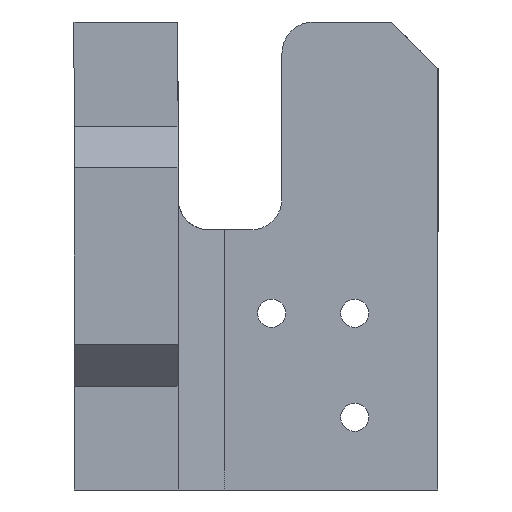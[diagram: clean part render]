
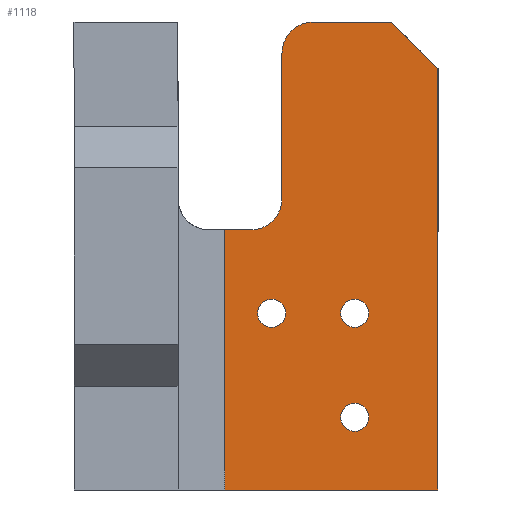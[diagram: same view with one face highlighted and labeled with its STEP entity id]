
A CAD part, front view. The second image highlights one B-rep face of the part: STEP entity #1118.
In plain terms, the highlighted planar face has unit normal (0, -1, 0).
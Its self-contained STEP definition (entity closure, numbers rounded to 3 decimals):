
#2 = ORIENTED_EDGE ( 'NONE', *, *, #390, .T. ) ;
#4 = AXIS2_PLACEMENT_3D ( 'NONE', #1400, #1071, #169 ) ;
#5 = ORIENTED_EDGE ( 'NONE', *, *, #1444, .T. ) ;
#6 = VERTEX_POINT ( 'NONE', #273 ) ;
#12 = CARTESIAN_POINT ( 'NONE',  ( 46.282, -6., 45. ) ) ;
#20 = AXIS2_PLACEMENT_3D ( 'NONE', #275, #395, #517 ) ;
#29 = AXIS2_PLACEMENT_3D ( 'NONE', #292, #1290, #965 ) ;
#43 = DIRECTION ( 'NONE',  ( 0., 0., 1. ) ) ;
#73 = CARTESIAN_POINT ( 'NONE',  ( 0., -6., 25. ) ) ;
#78 = CARTESIAN_POINT ( 'NONE',  ( 34.782, -6., 18.35 ) ) ;
#99 = EDGE_CURVE ( 'NONE', #995, #101, #240, .T. ) ;
#101 = VERTEX_POINT ( 'NONE', #1412 ) ;
#102 = AXIS2_PLACEMENT_3D ( 'NONE', #219, #450, #1346 ) ;
#107 = CIRCLE ( 'NONE', #980, 1.35 ) ;
#118 = EDGE_LOOP ( 'NONE', ( #676, #1256 ) ) ;
#141 = CARTESIAN_POINT ( 'NONE',  ( 30.282, -6., 0. ) ) ;
#142 = CARTESIAN_POINT ( 'NONE',  ( 42.782, -6., 17. ) ) ;
#143 = CIRCLE ( 'NONE', #102, 1.35 ) ;
#149 = AXIS2_PLACEMENT_3D ( 'NONE', #843, #1064, #401 ) ;
#153 = EDGE_CURVE ( 'NONE', #1420, #6, #496, .T. ) ;
#158 = CARTESIAN_POINT ( 'NONE',  ( 50.782, -6., 0. ) ) ;
#165 = VECTOR ( 'NONE', #1387, 1000. ) ;
#169 = DIRECTION ( 'NONE',  ( 0., 0., 1. ) ) ;
#177 = CARTESIAN_POINT ( 'NONE',  ( 35.782, -6., 42. ) ) ;
#181 = LINE ( 'NONE', #723, #165 ) ;
#183 = PLANE ( 'NONE',  #20 ) ;
#219 = CARTESIAN_POINT ( 'NONE',  ( 34.782, -6., 17. ) ) ;
#224 = VERTEX_POINT ( 'NONE', #1318 ) ;
#232 = ORIENTED_EDGE ( 'NONE', *, *, #153, .T. ) ;
#238 = DIRECTION ( 'NONE',  ( 0., 0., 1. ) ) ;
#240 = CIRCLE ( 'NONE', #4, 1.35 ) ;
#241 = FACE_BOUND ( 'NONE', #649, .T. ) ;
#273 = CARTESIAN_POINT ( 'NONE',  ( 42.782, -6., 5.65 ) ) ;
#275 = CARTESIAN_POINT ( 'NONE',  ( 0., -6., 0. ) ) ;
#277 = CARTESIAN_POINT ( 'NONE',  ( 42.782, -6., 7. ) ) ;
#285 = FACE_OUTER_BOUND ( 'NONE', #1343, .T. ) ;
#292 = CARTESIAN_POINT ( 'NONE',  ( 42.782, -6., 7. ) ) ;
#349 = CARTESIAN_POINT ( 'NONE',  ( 50.782, -6., 0. ) ) ;
#358 = VERTEX_POINT ( 'NONE', #568 ) ;
#359 = CARTESIAN_POINT ( 'NONE',  ( 50.782, -6., 45. ) ) ;
#364 = EDGE_CURVE ( 'NONE', #1441, #917, #442, .T. ) ;
#388 = DIRECTION ( 'NONE',  ( 0., 1., 0. ) ) ;
#390 = EDGE_CURVE ( 'NONE', #6, #1420, #107, .T. ) ;
#395 = DIRECTION ( 'NONE',  ( 0., -1., 0. ) ) ;
#396 = VERTEX_POINT ( 'NONE', #158 ) ;
#399 = ORIENTED_EDGE ( 'NONE', *, *, #1082, .T. ) ;
#401 = DIRECTION ( 'NONE',  ( 0., 0., -1. ) ) ;
#440 = CARTESIAN_POINT ( 'NONE',  ( 30.282, -6., 25. ) ) ;
#442 = CIRCLE ( 'NONE', #615, 1.35 ) ;
#450 = DIRECTION ( 'NONE',  ( 0., 1., 0. ) ) ;
#459 = LINE ( 'NONE', #141, #1104 ) ;
#460 = FACE_BOUND ( 'NONE', #795, .T. ) ;
#489 = ORIENTED_EDGE ( 'NONE', *, *, #793, .F. ) ;
#496 = CIRCLE ( 'NONE', #29, 1.35 ) ;
#503 = ORIENTED_EDGE ( 'NONE', *, *, #630, .F. ) ;
#517 = DIRECTION ( 'NONE',  ( 0., 0., -1. ) ) ;
#527 = DIRECTION ( 'NONE',  ( -0.707, 0., 0.707 ) ) ;
#530 = VERTEX_POINT ( 'NONE', #177 ) ;
#544 = ORIENTED_EDGE ( 'NONE', *, *, #1370, .F. ) ;
#545 = CARTESIAN_POINT ( 'NONE',  ( 35.782, -6., 28. ) ) ;
#548 = VERTEX_POINT ( 'NONE', #545 ) ;
#564 = ORIENTED_EDGE ( 'NONE', *, *, #1119, .T. ) ;
#568 = CARTESIAN_POINT ( 'NONE',  ( 30.282, -6., 0. ) ) ;
#571 = LINE ( 'NONE', #349, #1012 ) ;
#586 = CARTESIAN_POINT ( 'NONE',  ( 42.782, -6., 15.65 ) ) ;
#599 = VERTEX_POINT ( 'NONE', #440 ) ;
#615 = AXIS2_PLACEMENT_3D ( 'NONE', #142, #922, #1033 ) ;
#618 = VERTEX_POINT ( 'NONE', #1436 ) ;
#630 = EDGE_CURVE ( 'NONE', #548, #530, #1184, .T. ) ;
#649 = EDGE_LOOP ( 'NONE', ( #232, #2 ) ) ;
#653 = LINE ( 'NONE', #73, #986 ) ;
#676 = ORIENTED_EDGE ( 'NONE', *, *, #916, .T. ) ;
#678 = ORIENTED_EDGE ( 'NONE', *, *, #99, .T. ) ;
#695 = DIRECTION ( 'NONE',  ( 1., 0., 0. ) ) ;
#718 = CARTESIAN_POINT ( 'NONE',  ( 42.782, -6., 17. ) ) ;
#723 = CARTESIAN_POINT ( 'NONE',  ( 50.782, -6., 0. ) ) ;
#728 = CARTESIAN_POINT ( 'NONE',  ( 42.782, -6., 18.35 ) ) ;
#733 = DIRECTION ( 'NONE',  ( 1., 0., 0. ) ) ;
#755 = LINE ( 'NONE', #1219, #875 ) ;
#762 = ORIENTED_EDGE ( 'NONE', *, *, #839, .F. ) ;
#793 = EDGE_CURVE ( 'NONE', #224, #1367, #1273, .T. ) ;
#795 = EDGE_LOOP ( 'NONE', ( #678, #1342 ) ) ;
#806 = CARTESIAN_POINT ( 'NONE',  ( 42.782, -6., 8.35 ) ) ;
#839 = EDGE_CURVE ( 'NONE', #396, #358, #181, .T. ) ;
#843 = CARTESIAN_POINT ( 'NONE',  ( 38.782, -6., 42. ) ) ;
#875 = VECTOR ( 'NONE', #527, 1000. ) ;
#916 = EDGE_CURVE ( 'NONE', #917, #1441, #1198, .T. ) ;
#917 = VERTEX_POINT ( 'NONE', #728 ) ;
#918 = DIRECTION ( 'NONE',  ( 0., 0., -1. ) ) ;
#922 = DIRECTION ( 'NONE',  ( 0., 1., 0. ) ) ;
#965 = DIRECTION ( 'NONE',  ( 0., 0., 1. ) ) ;
#971 = AXIS2_PLACEMENT_3D ( 'NONE', #1098, #1326, #1437 ) ;
#974 = VERTEX_POINT ( 'NONE', #1302 ) ;
#980 = AXIS2_PLACEMENT_3D ( 'NONE', #277, #388, #1374 ) ;
#986 = VECTOR ( 'NONE', #733, 1000. ) ;
#995 = VERTEX_POINT ( 'NONE', #78 ) ;
#1012 = VECTOR ( 'NONE', #1031, 1000. ) ;
#1020 = ORIENTED_EDGE ( 'NONE', *, *, #1107, .F. ) ;
#1031 = DIRECTION ( 'NONE',  ( 0., 0., -1. ) ) ;
#1032 = VECTOR ( 'NONE', #238, 1000. ) ;
#1033 = DIRECTION ( 'NONE',  ( 0., 0., 1. ) ) ;
#1055 = DIRECTION ( 'NONE',  ( 0., 1., 0. ) ) ;
#1064 = DIRECTION ( 'NONE',  ( 0., -1., 0. ) ) ;
#1071 = DIRECTION ( 'NONE',  ( 0., 1., 0. ) ) ;
#1082 = EDGE_CURVE ( 'NONE', #974, #1367, #755, .T. ) ;
#1098 = CARTESIAN_POINT ( 'NONE',  ( 32.782, -6., 28. ) ) ;
#1104 = VECTOR ( 'NONE', #918, 1000. ) ;
#1107 = EDGE_CURVE ( 'NONE', #599, #618, #653, .T. ) ;
#1118 = ADVANCED_FACE ( 'NONE', ( #285, #460, #1393, #241 ), #183, .T. ) ;
#1119 = EDGE_CURVE ( 'NONE', #224, #530, #1271, .T. ) ;
#1136 = ORIENTED_EDGE ( 'NONE', *, *, #1329, .T. ) ;
#1159 = EDGE_CURVE ( 'NONE', #101, #995, #143, .T. ) ;
#1160 = CIRCLE ( 'NONE', #971, 3. ) ;
#1184 = LINE ( 'NONE', #1224, #1032 ) ;
#1198 = CIRCLE ( 'NONE', #1214, 1.35 ) ;
#1214 = AXIS2_PLACEMENT_3D ( 'NONE', #718, #1055, #43 ) ;
#1219 = CARTESIAN_POINT ( 'NONE',  ( 45.641, -6., 45.641 ) ) ;
#1224 = CARTESIAN_POINT ( 'NONE',  ( 35.782, -6., 0. ) ) ;
#1256 = ORIENTED_EDGE ( 'NONE', *, *, #364, .T. ) ;
#1271 = CIRCLE ( 'NONE', #149, 3. ) ;
#1273 = LINE ( 'NONE', #359, #1359 ) ;
#1290 = DIRECTION ( 'NONE',  ( 0., 1., 0. ) ) ;
#1302 = CARTESIAN_POINT ( 'NONE',  ( 50.782, -6., 40.5 ) ) ;
#1318 = CARTESIAN_POINT ( 'NONE',  ( 38.782, -6., 45. ) ) ;
#1326 = DIRECTION ( 'NONE',  ( 0., 1., 0. ) ) ;
#1329 = EDGE_CURVE ( 'NONE', #548, #618, #1160, .T. ) ;
#1342 = ORIENTED_EDGE ( 'NONE', *, *, #1159, .T. ) ;
#1343 = EDGE_LOOP ( 'NONE', ( #489, #564, #503, #1136, #1020, #5, #762, #544, #399 ) ) ;
#1346 = DIRECTION ( 'NONE',  ( 0., 0., 1. ) ) ;
#1359 = VECTOR ( 'NONE', #695, 1000. ) ;
#1367 = VERTEX_POINT ( 'NONE', #12 ) ;
#1370 = EDGE_CURVE ( 'NONE', #974, #396, #571, .T. ) ;
#1374 = DIRECTION ( 'NONE',  ( 0., 0., 1. ) ) ;
#1387 = DIRECTION ( 'NONE',  ( -1., 0., 0. ) ) ;
#1393 = FACE_BOUND ( 'NONE', #118, .T. ) ;
#1400 = CARTESIAN_POINT ( 'NONE',  ( 34.782, -6., 17. ) ) ;
#1412 = CARTESIAN_POINT ( 'NONE',  ( 34.782, -6., 15.65 ) ) ;
#1420 = VERTEX_POINT ( 'NONE', #806 ) ;
#1436 = CARTESIAN_POINT ( 'NONE',  ( 32.782, -6., 25. ) ) ;
#1437 = DIRECTION ( 'NONE',  ( 0., 0., -1. ) ) ;
#1441 = VERTEX_POINT ( 'NONE', #586 ) ;
#1444 = EDGE_CURVE ( 'NONE', #599, #358, #459, .T. ) ;
